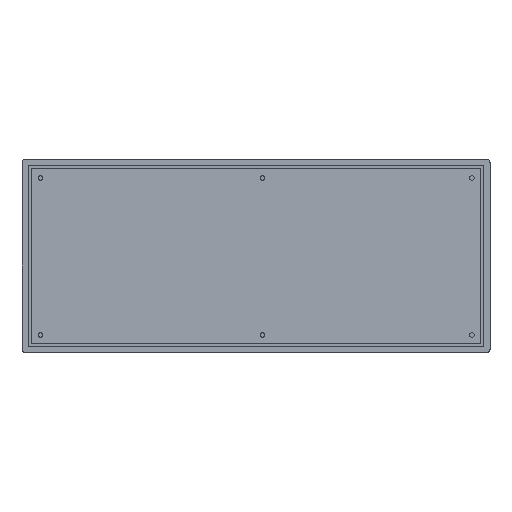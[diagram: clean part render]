
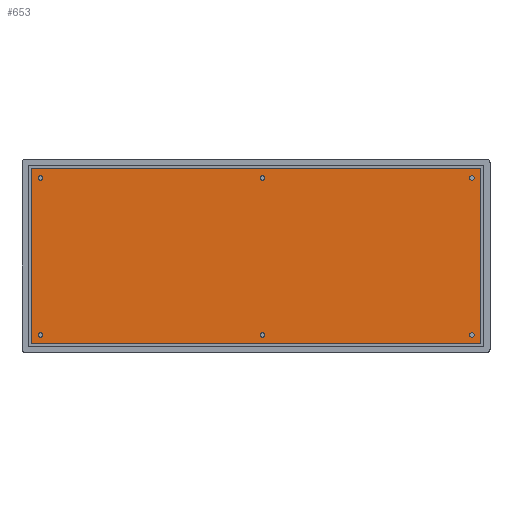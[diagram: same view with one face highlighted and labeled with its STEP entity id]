
A CAD part, top view. The second image highlights one B-rep face of the part: STEP entity #653.
In plain terms, the highlighted planar face has unit normal (0, 0, 1).
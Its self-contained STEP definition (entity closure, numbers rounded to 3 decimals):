
#19=FACE_BOUND('',#110,.T.);
#20=FACE_BOUND('',#111,.T.);
#21=FACE_BOUND('',#112,.T.);
#22=FACE_BOUND('',#113,.T.);
#23=FACE_BOUND('',#114,.T.);
#24=FACE_BOUND('',#115,.T.);
#35=PLANE('',#722);
#66=FACE_OUTER_BOUND('',#109,.T.);
#109=EDGE_LOOP('',(#480,#481,#482,#483,#484,#485,#486,#487));
#110=EDGE_LOOP('',(#488));
#111=EDGE_LOOP('',(#489));
#112=EDGE_LOOP('',(#490));
#113=EDGE_LOOP('',(#491));
#114=EDGE_LOOP('',(#492));
#115=EDGE_LOOP('',(#493));
#154=LINE('',#1020,#216);
#158=LINE('',#1029,#220);
#159=LINE('',#1030,#221);
#160=LINE('',#1032,#222);
#161=LINE('',#1034,#223);
#162=LINE('',#1036,#224);
#163=LINE('',#1038,#225);
#164=LINE('',#1039,#226);
#216=VECTOR('',#826,10.);
#220=VECTOR('',#832,10.);
#221=VECTOR('',#833,10.);
#222=VECTOR('',#834,10.);
#223=VECTOR('',#835,10.);
#224=VECTOR('',#836,10.);
#225=VECTOR('',#837,10.);
#226=VECTOR('',#838,10.);
#272=CIRCLE('',#698,1.85);
#274=CIRCLE('',#702,1.85);
#276=CIRCLE('',#706,1.85);
#278=CIRCLE('',#710,1.85);
#280=CIRCLE('',#714,1.85);
#282=CIRCLE('',#718,1.85);
#300=VERTEX_POINT('',#976);
#302=VERTEX_POINT('',#983);
#304=VERTEX_POINT('',#990);
#306=VERTEX_POINT('',#997);
#308=VERTEX_POINT('',#1004);
#310=VERTEX_POINT('',#1011);
#312=VERTEX_POINT('',#1018);
#313=VERTEX_POINT('',#1019);
#316=VERTEX_POINT('',#1027);
#317=VERTEX_POINT('',#1028);
#318=VERTEX_POINT('',#1031);
#319=VERTEX_POINT('',#1033);
#320=VERTEX_POINT('',#1035);
#321=VERTEX_POINT('',#1037);
#356=EDGE_CURVE('',#300,#300,#272,.T.);
#359=EDGE_CURVE('',#302,#302,#274,.T.);
#362=EDGE_CURVE('',#304,#304,#276,.T.);
#365=EDGE_CURVE('',#306,#306,#278,.T.);
#368=EDGE_CURVE('',#308,#308,#280,.T.);
#371=EDGE_CURVE('',#310,#310,#282,.T.);
#374=EDGE_CURVE('',#312,#313,#154,.T.);
#378=EDGE_CURVE('',#316,#317,#158,.T.);
#379=EDGE_CURVE('',#313,#316,#159,.T.);
#380=EDGE_CURVE('',#318,#312,#160,.T.);
#381=EDGE_CURVE('',#319,#318,#161,.T.);
#382=EDGE_CURVE('',#320,#319,#162,.T.);
#383=EDGE_CURVE('',#321,#320,#163,.T.);
#384=EDGE_CURVE('',#317,#321,#164,.T.);
#480=ORIENTED_EDGE('',*,*,#378,.F.);
#481=ORIENTED_EDGE('',*,*,#379,.F.);
#482=ORIENTED_EDGE('',*,*,#374,.F.);
#483=ORIENTED_EDGE('',*,*,#380,.F.);
#484=ORIENTED_EDGE('',*,*,#381,.F.);
#485=ORIENTED_EDGE('',*,*,#382,.F.);
#486=ORIENTED_EDGE('',*,*,#383,.F.);
#487=ORIENTED_EDGE('',*,*,#384,.F.);
#488=ORIENTED_EDGE('',*,*,#356,.T.);
#489=ORIENTED_EDGE('',*,*,#359,.T.);
#490=ORIENTED_EDGE('',*,*,#362,.T.);
#491=ORIENTED_EDGE('',*,*,#365,.T.);
#492=ORIENTED_EDGE('',*,*,#368,.T.);
#493=ORIENTED_EDGE('',*,*,#371,.T.);
#653=ADVANCED_FACE('',(#66,#19,#20,#21,#22,#23,#24),#35,.T.);
#698=AXIS2_PLACEMENT_3D('',#977,#772,#773);
#702=AXIS2_PLACEMENT_3D('',#984,#781,#782);
#706=AXIS2_PLACEMENT_3D('',#991,#790,#791);
#710=AXIS2_PLACEMENT_3D('',#998,#799,#800);
#714=AXIS2_PLACEMENT_3D('',#1005,#808,#809);
#718=AXIS2_PLACEMENT_3D('',#1012,#817,#818);
#722=AXIS2_PLACEMENT_3D('',#1026,#830,#831);
#772=DIRECTION('center_axis',(0.,0.,-1.));
#773=DIRECTION('ref_axis',(-1.,0.,0.));
#781=DIRECTION('center_axis',(0.,0.,-1.));
#782=DIRECTION('ref_axis',(-1.,0.,0.));
#790=DIRECTION('center_axis',(0.,0.,-1.));
#791=DIRECTION('ref_axis',(-1.,0.,0.));
#799=DIRECTION('center_axis',(0.,0.,-1.));
#800=DIRECTION('ref_axis',(-1.,0.,0.));
#808=DIRECTION('center_axis',(0.,0.,-1.));
#809=DIRECTION('ref_axis',(-1.,0.,0.));
#817=DIRECTION('center_axis',(0.,0.,-1.));
#818=DIRECTION('ref_axis',(-1.,0.,0.));
#826=DIRECTION('',(0.,-1.,0.));
#830=DIRECTION('center_axis',(0.,0.,1.));
#831=DIRECTION('ref_axis',(1.,0.,0.));
#832=DIRECTION('',(0.,-1.,0.));
#833=DIRECTION('',(1.,0.,0.));
#834=DIRECTION('',(1.,0.,0.));
#835=DIRECTION('',(0.,1.,0.));
#836=DIRECTION('',(1.,0.,0.));
#837=DIRECTION('',(0.,1.,0.));
#838=DIRECTION('',(-1.,0.,0.));
#976=CARTESIAN_POINT('',(187.905,52.536,10.672));
#977=CARTESIAN_POINT('Origin',(186.055,52.536,10.672));
#983=CARTESIAN_POINT('',(-164.045,-75.576,10.672));
#984=CARTESIAN_POINT('Origin',(-165.895,-75.576,10.672));
#990=CARTESIAN_POINT('',(187.905,-75.576,10.672));
#991=CARTESIAN_POINT('Origin',(186.055,-75.576,10.672));
#997=CARTESIAN_POINT('',(16.93,52.536,10.672));
#998=CARTESIAN_POINT('Origin',(15.08,52.536,10.672));
#1004=CARTESIAN_POINT('',(-164.045,52.536,10.672));
#1005=CARTESIAN_POINT('Origin',(-165.895,52.536,10.672));
#1011=CARTESIAN_POINT('',(16.93,-75.576,10.672));
#1012=CARTESIAN_POINT('Origin',(15.08,-75.576,10.672));
#1018=CARTESIAN_POINT('',(-124.889,67.923,10.672));
#1019=CARTESIAN_POINT('',(-124.889,60.423,10.672));
#1020=CARTESIAN_POINT('',(-124.889,64.173,10.672));
#1026=CARTESIAN_POINT('Origin',(9.804,-11.134,10.672));
#1027=CARTESIAN_POINT('',(193.279,60.423,10.672));
#1028=CARTESIAN_POINT('',(193.279,-82.69,10.672));
#1029=CARTESIAN_POINT('',(193.279,24.644,10.672));
#1030=CARTESIAN_POINT('',(-81.934,60.423,10.672));
#1031=CARTESIAN_POINT('',(-146.,67.923,10.672));
#1032=CARTESIAN_POINT('',(-81.934,67.923,10.672));
#1033=CARTESIAN_POINT('',(-146.,60.423,10.672));
#1034=CARTESIAN_POINT('',(-146.,64.173,10.672));
#1035=CARTESIAN_POINT('',(-173.671,60.423,10.672));
#1036=CARTESIAN_POINT('',(-81.934,60.423,10.672));
#1037=CARTESIAN_POINT('',(-173.671,-82.69,10.672));
#1038=CARTESIAN_POINT('',(-173.671,-46.912,10.672));
#1039=CARTESIAN_POINT('',(101.541,-82.69,10.672));
